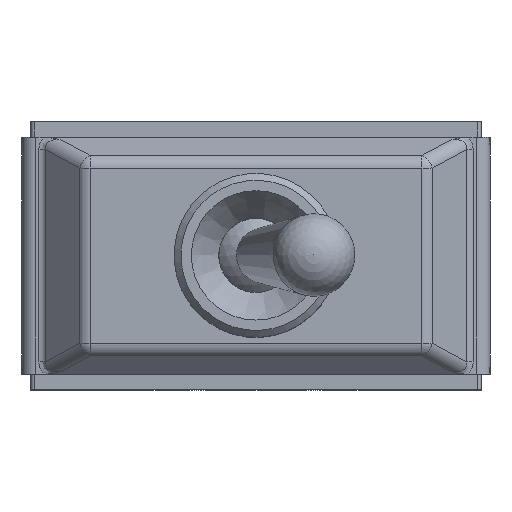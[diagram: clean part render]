
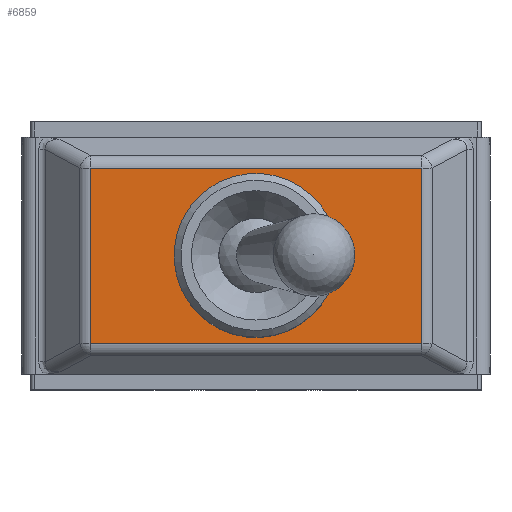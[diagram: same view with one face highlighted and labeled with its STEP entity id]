
A CAD part, top view. The second image highlights one B-rep face of the part: STEP entity #6859.
In plain terms, the highlighted planar face has unit normal (0, 0, 1).
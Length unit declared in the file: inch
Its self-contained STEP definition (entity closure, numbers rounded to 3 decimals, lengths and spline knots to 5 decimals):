
#177=FACE_BOUND('',#705,.T.);
#312=FACE_OUTER_BOUND('',#704,.T.);
#704=EDGE_LOOP('',(#4956,#4957,#4958,#4959));
#705=EDGE_LOOP('',(#4960,#4961,#4962,#4963));
#1124=CIRCLE('',#7380,0.23438);
#1502=LINE('',#10641,#2224);
#1503=LINE('',#10643,#2225);
#1504=LINE('',#10645,#2226);
#1505=LINE('',#10646,#2227);
#1506=LINE('',#10651,#2228);
#1507=LINE('',#10653,#2229);
#1508=LINE('',#10654,#2230);
#2224=VECTOR('',#8467,0.3937);
#2225=VECTOR('',#8468,0.3937);
#2226=VECTOR('',#8469,0.3937);
#2227=VECTOR('',#8470,0.3937);
#2228=VECTOR('',#8473,0.3937);
#2229=VECTOR('',#8474,0.3937);
#2230=VECTOR('',#8475,0.3937);
#2978=VERTEX_POINT('',#10639);
#2979=VERTEX_POINT('',#10640);
#2980=VERTEX_POINT('',#10642);
#2981=VERTEX_POINT('',#10644);
#2982=VERTEX_POINT('',#10647);
#2983=VERTEX_POINT('',#10648);
#2984=VERTEX_POINT('',#10650);
#2985=VERTEX_POINT('',#10652);
#3716=EDGE_CURVE('',#2978,#2979,#1502,.T.);
#3717=EDGE_CURVE('',#2980,#2979,#1503,.T.);
#3718=EDGE_CURVE('',#2981,#2980,#1504,.T.);
#3719=EDGE_CURVE('',#2981,#2978,#1505,.T.);
#3720=EDGE_CURVE('',#2982,#2983,#1124,.T.);
#3721=EDGE_CURVE('',#2983,#2984,#1506,.T.);
#3722=EDGE_CURVE('',#2984,#2985,#1507,.T.);
#3723=EDGE_CURVE('',#2985,#2982,#1508,.T.);
#4956=ORIENTED_EDGE('',*,*,#3716,.T.);
#4957=ORIENTED_EDGE('',*,*,#3717,.F.);
#4958=ORIENTED_EDGE('',*,*,#3718,.F.);
#4959=ORIENTED_EDGE('',*,*,#3719,.T.);
#4960=ORIENTED_EDGE('',*,*,#3720,.T.);
#4961=ORIENTED_EDGE('',*,*,#3721,.T.);
#4962=ORIENTED_EDGE('',*,*,#3722,.T.);
#4963=ORIENTED_EDGE('',*,*,#3723,.T.);
#6578=PLANE('',#7379);
#6859=ADVANCED_FACE('',(#312,#177),#6578,.T.);
#7379=AXIS2_PLACEMENT_3D('',#10638,#8465,#8466);
#7380=AXIS2_PLACEMENT_3D('',#10649,#8471,#8472);
#8465=DIRECTION('center_axis',(0.,0.,
1.));
#8466=DIRECTION('ref_axis',(-1.,0.,0.));
#8467=DIRECTION('',(1.,0.,0.));
#8468=DIRECTION('',(0.,-1.,0.));
#8469=DIRECTION('',(1.,0.,0.));
#8470=DIRECTION('',(0.,-1.,0.));
#8471=DIRECTION('center_axis',(0.,0.,
-1.));
#8472=DIRECTION('ref_axis',(-1.,0.,0.));
#8473=DIRECTION('',(-1.,0.,0.));
#8474=DIRECTION('',(0.,-1.,0.));
#8475=DIRECTION('',(1.,0.,0.));
#10638=CARTESIAN_POINT('Origin',(0.47436,0.,
0.55709));
#10639=CARTESIAN_POINT('',(-0.47436,-0.25061,0.55709));
#10640=CARTESIAN_POINT('',(0.47436,-0.25061,0.55709));
#10641=CARTESIAN_POINT('',(0.,-0.25061,0.55709));
#10642=CARTESIAN_POINT('',(0.47436,0.25061,0.55709));
#10643=CARTESIAN_POINT('',(0.47436,0.,0.55709));
#10644=CARTESIAN_POINT('',(-0.47436,0.25061,0.55709));
#10645=CARTESIAN_POINT('',(0.,0.25061,0.55709));
#10646=CARTESIAN_POINT('',(-0.47436,0.,0.55709));
#10647=CARTESIAN_POINT('',(0.23168,-0.03543,0.55709));
#10648=CARTESIAN_POINT('',(0.23168,0.03543,0.55709));
#10649=CARTESIAN_POINT('Origin',(0.,0.,
0.55709));
#10650=CARTESIAN_POINT('',(0.19082,0.03543,0.55709));
#10651=CARTESIAN_POINT('',(0.11584,0.03543,0.55709));
#10652=CARTESIAN_POINT('',(0.19082,-0.03543,0.55709));
#10653=CARTESIAN_POINT('',(0.19082,0.01772,0.55709));
#10654=CARTESIAN_POINT('',(0.09541,-0.03543,0.55709));
